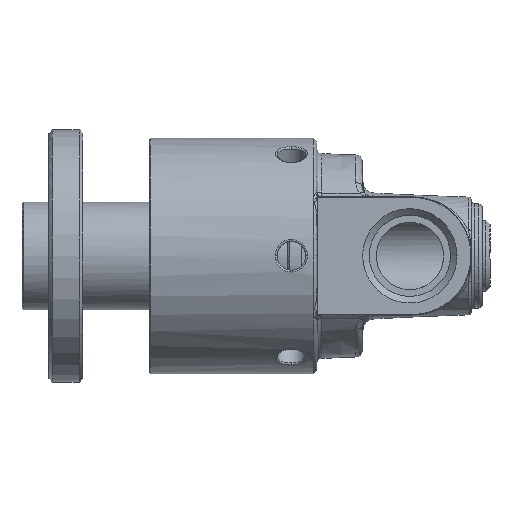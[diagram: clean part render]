
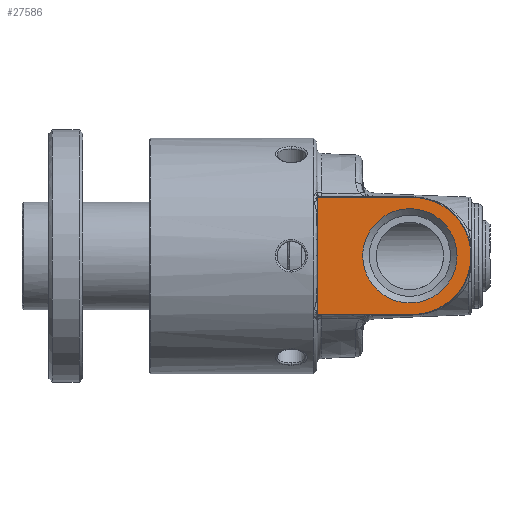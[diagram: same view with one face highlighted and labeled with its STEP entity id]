
A CAD part, top view. The second image highlights one B-rep face of the part: STEP entity #27586.
In plain terms, the highlighted planar face has unit normal (0, 0, 1).
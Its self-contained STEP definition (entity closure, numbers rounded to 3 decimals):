
#215 = CARTESIAN_POINT ( 'NONE',  ( 49.727, -17.367, 30. ) ) ;
#393 = DIRECTION ( 'NONE',  ( 0., 0., -1. ) ) ;
#501 = B_SPLINE_CURVE_WITH_KNOTS ( 'NONE', 3,
 ( #27927, #19126, #12224, #25465, #25846, #9969, #20996, #821, #3088, #10070, #3277, #11937, #28026, #18746, #14503, #21089, #23377, #27742 ),
 .UNSPECIFIED., .F., .F.,
 ( 4, 2, 2, 2, 2, 2, 2, 2, 4 ),
 ( 0., 0.125, 0.25, 0.375, 0.5, 0.625, 0.75, 0.875, 1. ),
 .UNSPECIFIED. ) ;
#539 = EDGE_CURVE ( 'NONE', #3810, #11600, #10387, .T. ) ;
#692 = DIRECTION ( 'NONE',  ( -1., 0., 0. ) ) ;
#783 = CARTESIAN_POINT ( 'NONE',  ( 91.2, 0., 30. ) ) ;
#796 = EDGE_LOOP ( 'NONE', ( #5164, #916, #12111, #18640, #3933, #22425 ) ) ;
#821 = CARTESIAN_POINT ( 'NONE',  ( 73.536, -13.636, 30. ) ) ;
#912 = AXIS2_PLACEMENT_3D ( 'NONE', #12003, #393, #692 ) ;
#916 = ORIENTED_EDGE ( 'NONE', *, *, #20450, .F. ) ;
#972 = CARTESIAN_POINT ( 'NONE',  ( 80.864, 13.636, 30. ) ) ;
#1964 = CARTESIAN_POINT ( 'NONE',  ( 49.7, 17.367, 30. ) ) ;
#2230 = CARTESIAN_POINT ( 'NONE',  ( 91.2, 0., 30. ) ) ;
#2476 = CARTESIAN_POINT ( 'NONE',  ( 49.7, -17.367, 30. ) ) ;
#2892 = VECTOR ( 'NONE', #8393, 1000. ) ;
#3045 = CARTESIAN_POINT ( 'NONE',  ( 90.836, 3.664, 30. ) ) ;
#3088 = CARTESIAN_POINT ( 'NONE',  ( 75.367, -14., 30. ) ) ;
#3135 = CARTESIAN_POINT ( 'NONE',  ( 63.2, 0., 30. ) ) ;
#3277 = CARTESIAN_POINT ( 'NONE',  ( 80.864, -13.636, 30. ) ) ;
#3323 = CARTESIAN_POINT ( 'NONE',  ( 84.251, 12.233, 30. ) ) ;
#3810 = VERTEX_POINT ( 'NONE', #16278 ) ;
#3933 = ORIENTED_EDGE ( 'NONE', *, *, #17965, .F. ) ;
#4340 = CARTESIAN_POINT ( 'NONE',  ( 49.7, 17.367, 30. ) ) ;
#4565 = VECTOR ( 'NONE', #23960, 1000. ) ;
#5082 = DIRECTION ( 'NONE',  ( -1., 0., 0. ) ) ;
#5164 = ORIENTED_EDGE ( 'NONE', *, *, #24622, .F. ) ;
#5282 = VERTEX_POINT ( 'NONE', #15011 ) ;
#5587 = CARTESIAN_POINT ( 'NONE',  ( 63.2, 1.833, 30. ) ) ;
#5852 = CARTESIAN_POINT ( 'NONE',  ( 78., -17.366, 30. ) ) ;
#6911 = VERTEX_POINT ( 'NONE', #2230 ) ;
#7893 = FACE_BOUND ( 'NONE', #15804, .T. ) ;
#8187 = CARTESIAN_POINT ( 'NONE',  ( 78., -17.366, 30. ) ) ;
#8393 = DIRECTION ( 'NONE',  ( 1., 0., 0. ) ) ;
#8402 = CARTESIAN_POINT ( 'NONE',  ( 112.732, -17.366, 30. ) ) ;
#9159 = CARTESIAN_POINT ( 'NONE',  ( 49.754, -17.366, 30. ) ) ;
#9192 = B_SPLINE_CURVE_WITH_KNOTS ( 'NONE', 3,
 ( #22864, #9159, #215, #2476 ),
 .UNSPECIFIED., .F., .F.,
 ( 4, 4 ),
 ( 0., 1. ),
 .UNSPECIFIED. ) ;
#9745 = VERTEX_POINT ( 'NONE', #19889 ) ;
#9905 = LINE ( 'NONE', #12609, #2892 ) ;
#9969 = CARTESIAN_POINT ( 'NONE',  ( 68.596, -11.195, 30. ) ) ;
#10020 = CARTESIAN_POINT ( 'NONE',  ( 66.005, 8.604, 30. ) ) ;
#10070 = CARTESIAN_POINT ( 'NONE',  ( 79.033, -14., 30. ) ) ;
#10387 =( BOUNDED_CURVE ( )  B_SPLINE_CURVE ( 3, ( #21992, #17474, #8402, #5852 ),
 .UNSPECIFIED., .F., .T. ) 
 B_SPLINE_CURVE_WITH_KNOTS ( ( 4, 4 ),
 ( 0., 1. ),
 .UNSPECIFIED. ) 
 CURVE ( )  GEOMETRIC_REPRESENTATION_ITEM ( )  RATIONAL_B_SPLINE_CURVE ( ( 1., 0.333, 0.333, 1. ) ) 
 REPRESENTATION_ITEM ( '' )  );
#11360 = B_SPLINE_CURVE_WITH_KNOTS ( 'NONE', 3,
 ( #4340, #15467, #16166, #13680 ),
 .UNSPECIFIED., .F., .F.,
 ( 4, 4 ),
 ( 0., 1. ),
 .UNSPECIFIED. ) ;
#11600 = VERTEX_POINT ( 'NONE', #8187 ) ;
#11775 = VERTEX_POINT ( 'NONE', #18696 ) ;
#11937 = CARTESIAN_POINT ( 'NONE',  ( 84.251, -12.233, 30. ) ) ;
#12003 = CARTESIAN_POINT ( 'NONE',  ( 98.7, -20., 30. ) ) ;
#12111 = ORIENTED_EDGE ( 'NONE', *, *, #15118, .F. ) ;
#12224 = CARTESIAN_POINT ( 'NONE',  ( 63.564, -3.664, 30. ) ) ;
#12265 = CARTESIAN_POINT ( 'NONE',  ( 79.033, 14., 30. ) ) ;
#12609 = CARTESIAN_POINT ( 'NONE',  ( 98.7, 17.366, 30. ) ) ;
#13680 = CARTESIAN_POINT ( 'NONE',  ( 49.781, 17.366, 30. ) ) ;
#14220 = CARTESIAN_POINT ( 'NONE',  ( 49.7, -17.367, 30. ) ) ;
#14247 = B_SPLINE_CURVE_WITH_KNOTS ( 'NONE', 3,
 ( #783, #28071, #3045, #18701, #25614, #25802, #3323, #972, #12265, #27881, #25703, #18883, #23239, #10020, #16621, #16807, #5587, #3135 ),
 .UNSPECIFIED., .F., .F.,
 ( 4, 2, 2, 2, 2, 2, 2, 2, 4 ),
 ( 0., 0.125, 0.25, 0.375, 0.5, 0.625, 0.75, 0.875, 1. ),
 .UNSPECIFIED. ) ;
#14503 = CARTESIAN_POINT ( 'NONE',  ( 89.433, -7.051, 30. ) ) ;
#15011 = CARTESIAN_POINT ( 'NONE',  ( 63.2, 0., 30. ) ) ;
#15118 = EDGE_CURVE ( 'NONE', #11600, #11775, #28062, .T. ) ;
#15421 = ORIENTED_EDGE ( 'NONE', *, *, #26698, .F. ) ;
#15467 = CARTESIAN_POINT ( 'NONE',  ( 49.727, 17.367, 30. ) ) ;
#15804 = EDGE_LOOP ( 'NONE', ( #15421, #21514 ) ) ;
#16166 = CARTESIAN_POINT ( 'NONE',  ( 49.754, 17.366, 30. ) ) ;
#16278 = CARTESIAN_POINT ( 'NONE',  ( 78., 17.366, 30. ) ) ;
#16621 = CARTESIAN_POINT ( 'NONE',  ( 64.967, 7.051, 30. ) ) ;
#16749 = VECTOR ( 'NONE', #5082, 1000. ) ;
#16807 = CARTESIAN_POINT ( 'NONE',  ( 63.564, 3.664, 30. ) ) ;
#17474 = CARTESIAN_POINT ( 'NONE',  ( 112.732, 17.366, 30. ) ) ;
#17542 = VERTEX_POINT ( 'NONE', #14220 ) ;
#17895 = CARTESIAN_POINT ( 'NONE',  ( 98.7, -17.366, 30. ) ) ;
#17965 = EDGE_CURVE ( 'NONE', #9745, #3810, #9905, .T. ) ;
#18640 = ORIENTED_EDGE ( 'NONE', *, *, #539, .F. ) ;
#18696 = CARTESIAN_POINT ( 'NONE',  ( 49.781, -17.366, 30. ) ) ;
#18701 = CARTESIAN_POINT ( 'NONE',  ( 89.433, 7.051, 30. ) ) ;
#18746 = CARTESIAN_POINT ( 'NONE',  ( 88.395, -8.604, 30. ) ) ;
#18883 = CARTESIAN_POINT ( 'NONE',  ( 70.149, 12.233, 30. ) ) ;
#19126 = CARTESIAN_POINT ( 'NONE',  ( 63.2, -1.833, 30. ) ) ;
#19889 = CARTESIAN_POINT ( 'NONE',  ( 49.781, 17.366, 30. ) ) ;
#20412 = EDGE_CURVE ( 'NONE', #24841, #9745, #11360, .T. ) ;
#20450 = EDGE_CURVE ( 'NONE', #11775, #17542, #9192, .T. ) ;
#20996 = CARTESIAN_POINT ( 'NONE',  ( 70.149, -12.233, 30. ) ) ;
#21089 = CARTESIAN_POINT ( 'NONE',  ( 90.836, -3.664, 30. ) ) ;
#21514 = ORIENTED_EDGE ( 'NONE', *, *, #25071, .F. ) ;
#21992 = CARTESIAN_POINT ( 'NONE',  ( 78., 17.366, 30. ) ) ;
#22425 = ORIENTED_EDGE ( 'NONE', *, *, #20412, .F. ) ;
#22864 = CARTESIAN_POINT ( 'NONE',  ( 49.781, -17.366, 30. ) ) ;
#23239 = CARTESIAN_POINT ( 'NONE',  ( 68.596, 11.195, 30. ) ) ;
#23377 = CARTESIAN_POINT ( 'NONE',  ( 91.2, -1.833, 30. ) ) ;
#23960 = DIRECTION ( 'NONE',  ( 0., 1., 0. ) ) ;
#24468 = FACE_OUTER_BOUND ( 'NONE', #796, .T. ) ;
#24622 = EDGE_CURVE ( 'NONE', #17542, #24841, #28548, .T. ) ;
#24841 = VERTEX_POINT ( 'NONE', #1964 ) ;
#25071 = EDGE_CURVE ( 'NONE', #6911, #5282, #14247, .T. ) ;
#25465 = CARTESIAN_POINT ( 'NONE',  ( 64.967, -7.051, 30. ) ) ;
#25614 = CARTESIAN_POINT ( 'NONE',  ( 88.395, 8.604, 30. ) ) ;
#25703 = CARTESIAN_POINT ( 'NONE',  ( 73.536, 13.636, 30. ) ) ;
#25802 = CARTESIAN_POINT ( 'NONE',  ( 85.804, 11.195, 30. ) ) ;
#25846 = CARTESIAN_POINT ( 'NONE',  ( 66.005, -8.604, 30. ) ) ;
#26698 = EDGE_CURVE ( 'NONE', #5282, #6911, #501, .T. ) ;
#27012 = PLANE ( 'NONE',  #912 ) ;
#27586 = ADVANCED_FACE ( 'NONE', ( #7893, #24468 ), #27012, .F. ) ;
#27742 = CARTESIAN_POINT ( 'NONE',  ( 91.2, 0., 30. ) ) ;
#27881 = CARTESIAN_POINT ( 'NONE',  ( 75.367, 14., 30. ) ) ;
#27927 = CARTESIAN_POINT ( 'NONE',  ( 63.2, 0., 30. ) ) ;
#28026 = CARTESIAN_POINT ( 'NONE',  ( 85.804, -11.195, 30. ) ) ;
#28062 = LINE ( 'NONE', #17895, #16749 ) ;
#28071 = CARTESIAN_POINT ( 'NONE',  ( 91.2, 1.833, 30. ) ) ;
#28097 = CARTESIAN_POINT ( 'NONE',  ( 49.7, 0., 30. ) ) ;
#28548 = LINE ( 'NONE', #28097, #4565 ) ;
